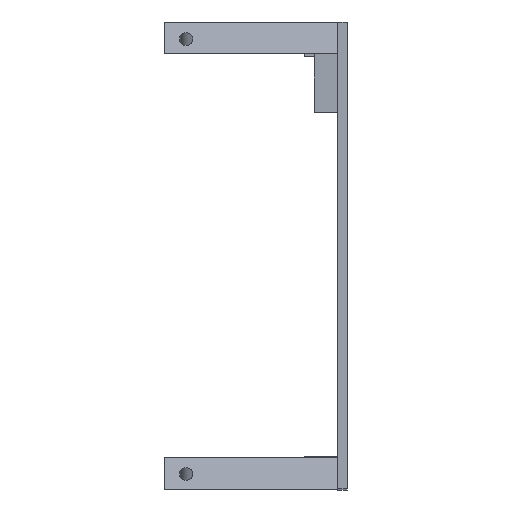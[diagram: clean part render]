
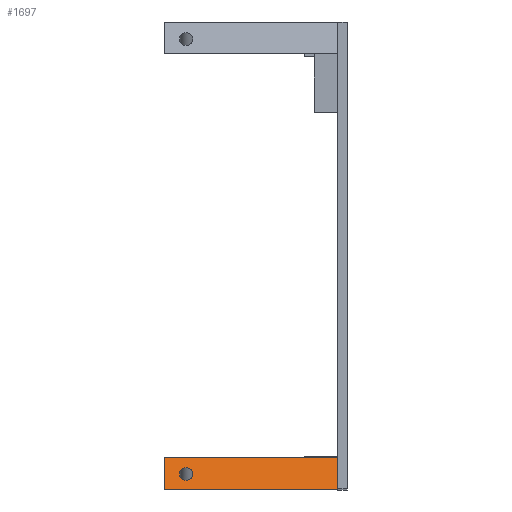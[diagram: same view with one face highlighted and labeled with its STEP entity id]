
A CAD part, top view. The second image highlights one B-rep face of the part: STEP entity #1697.
In plain terms, the highlighted planar face has unit normal (0, 0.259, 0.966).
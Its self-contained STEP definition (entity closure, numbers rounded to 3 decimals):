
#40 = VERTEX_POINT('',#41);
#41 = CARTESIAN_POINT('',(141.,-98.5,-13.331));
#47 = EDGE_CURVE('',#48,#40,#50,.T.);
#48 = VERTEX_POINT('',#49);
#49 = CARTESIAN_POINT('',(141.,-91.932,-15.091));
#50 = LINE('',#51,#52);
#51 = CARTESIAN_POINT('',(141.,-91.932,-15.091));
#52 = VECTOR('',#53,1.);
#53 = DIRECTION('',(0.,-0.966,0.259));
#1679 = VERTEX_POINT('',#1680);
#1680 = CARTESIAN_POINT('',(104.5,-91.932,-15.091));
#1686 = EDGE_CURVE('',#48,#1679,#1687,.T.);
#1687 = LINE('',#1688,#1689);
#1688 = CARTESIAN_POINT('',(141.,-91.932,-15.091));
#1689 = VECTOR('',#1690,1.);
#1690 = DIRECTION('',(-1.,0.,0.));
#1697 = ADVANCED_FACE('',(#1698,#1716),#1727,.T.);
#1698 = FACE_BOUND('',#1699,.T.);
#1699 = EDGE_LOOP('',(#1700,#1701,#1709,#1715));
#1700 = ORIENTED_EDGE('',*,*,#1686,.T.);
#1701 = ORIENTED_EDGE('',*,*,#1702,.T.);
#1702 = EDGE_CURVE('',#1679,#1703,#1705,.T.);
#1703 = VERTEX_POINT('',#1704);
#1704 = CARTESIAN_POINT('',(104.5,-98.5,-13.331));
#1705 = LINE('',#1706,#1707);
#1706 = CARTESIAN_POINT('',(104.5,-91.932,-15.091));
#1707 = VECTOR('',#1708,1.);
#1708 = DIRECTION('',(0.,-0.966,0.259));
#1709 = ORIENTED_EDGE('',*,*,#1710,.F.);
#1710 = EDGE_CURVE('',#40,#1703,#1711,.T.);
#1711 = LINE('',#1712,#1713);
#1712 = CARTESIAN_POINT('',(141.,-98.5,-13.331));
#1713 = VECTOR('',#1714,1.);
#1714 = DIRECTION('',(-1.,0.,0.));
#1715 = ORIENTED_EDGE('',*,*,#47,.F.);
#1716 = FACE_BOUND('',#1717,.T.);
#1717 = EDGE_LOOP('',(#1718));
#1718 = ORIENTED_EDGE('',*,*,#1719,.F.);
#1719 = EDGE_CURVE('',#1720,#1720,#1722,.T.);
#1720 = VERTEX_POINT('',#1721);
#1721 = CARTESIAN_POINT('',(110.385,-95.314,-14.184));
#1722 = CIRCLE('',#1723,1.385);
#1723 = AXIS2_PLACEMENT_3D('',#1724,#1725,#1726);
#1724 = CARTESIAN_POINT('',(109.,-95.314,-14.184));
#1725 = DIRECTION('',(-0.,0.259,0.966));
#1726 = DIRECTION('',(1.,0.,0.));
#1727 = PLANE('',#1728);
#1728 = AXIS2_PLACEMENT_3D('',#1729,#1730,#1731);
#1729 = CARTESIAN_POINT('',(141.,-91.932,-15.091));
#1730 = DIRECTION('',(0.,0.259,0.966));
#1731 = DIRECTION('',(0.,-0.966,0.259));
